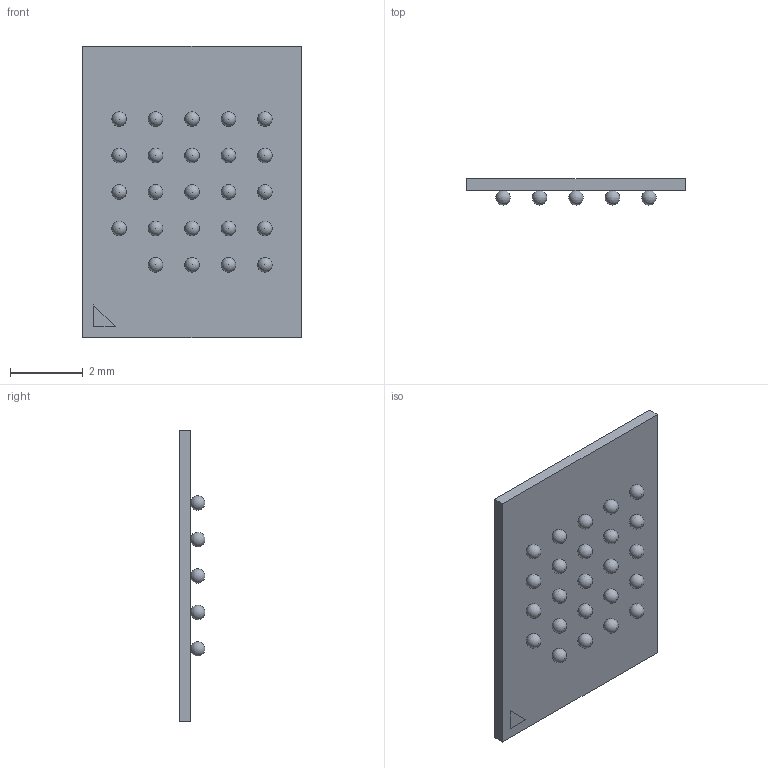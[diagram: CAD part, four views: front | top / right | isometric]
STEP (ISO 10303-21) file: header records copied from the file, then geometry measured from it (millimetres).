
FILE_DESCRIPTION(/* description */ (''),/* implementation_level */ '2;1');
FILE_NAME(/* name */ 'BGA25C100P5X5_800X600X120N.step',/* time_stamp */ '2020-11-17T22:22:05-05:00',/* author */ (''),/* organization */ (''),/* preprocessor_version */ 'ST-DEVELOPER v18.1',/* originating_system */ 'Autodesk Translation Framework v9.3.0.1241',/* authorisation */ '');
FILE_SCHEMA (('AUTOMOTIVE_DESIGN { 1 0 10303 214 3 1 1 }'));
Length unit declared in the file: millimetre
Products named in the file (1): IS66WVH32M8D
Bounding box: 6 x 0.71 x 8 mm (x, y, z)
Volume: 15.7 mm3; surface area: 117.5 mm2
Topology: 27 solids, 27 shells, 38 faces, 96 edges, 64 vertices
Faces by surface type: sphere 24, plane 13, cylinder 1
Full cylindrical faces by diameter (mm): 0.5 x1
Entity records: 934 total; most frequent: DIRECTION 152, CARTESIAN_POINT 151, ORIENTED_EDGE 96, AXIS2_PLACEMENT_3D 65, VERTEX_POINT 64, EDGE_CURVE 48, FACE_OUTER_BOUND 38, EDGE_LOOP 38
